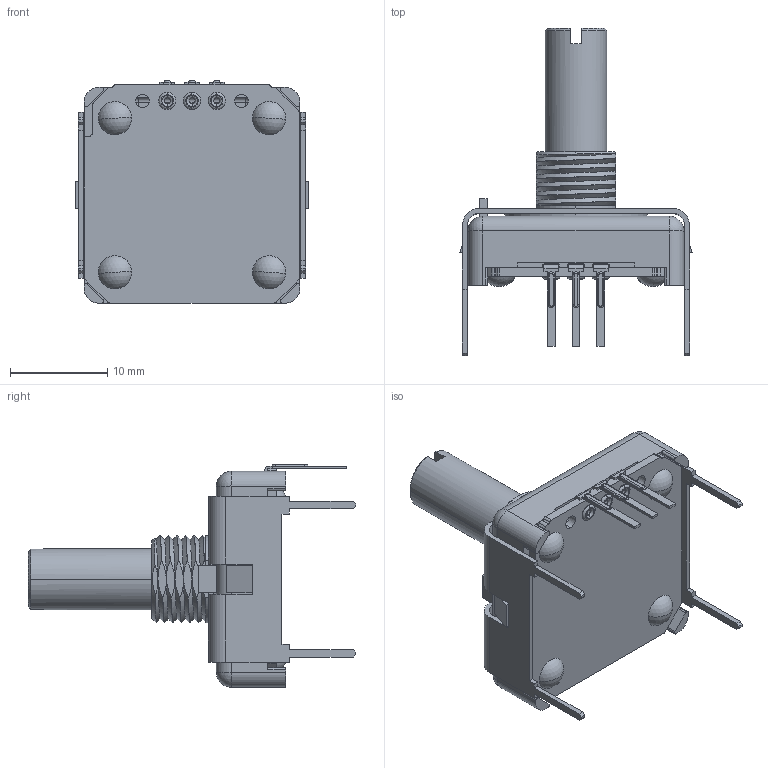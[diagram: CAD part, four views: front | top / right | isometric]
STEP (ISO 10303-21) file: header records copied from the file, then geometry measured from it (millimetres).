
FILE_DESCRIPTION(('CAx-IF Rec.Pracs.---Model Styling and Organization---1.5---2016-08-15','CAx-IF Rec.Pracs.---Geometric and Assembly Validation Properties---4.4---2016-08-17','CAx-IF Rec.Pracs.---User Defined Attributes---1.5---2016-08-15','CAx-IF Rec.Pracs.---External References---2.1---2005-01-19'),'2;1');
FILE_NAME('1959975.step','2025-09-23T23:07:48',('Unspecified'),('Unspecified'),'CAD Exchanger 3.10.2 (cadexchanger.com)','Unspecified','');
FILE_SCHEMA(('AUTOMOTIVE_DESIGN { 1 0 10303 214 1 1 1 1 }'));
Length unit declared in the file: millimetre
Products named in the file (1): PCW1J-B24-KEB103L
Bounding box: 23.88 x 33.69 x 22.87 mm (x, y, z)
Volume: 4032.4 mm3; surface area: 3305.8 mm2
Topology: 2 solids, 4 shells, 397 faces, 1062 edges, 682 vertices
Faces by surface type: plane 185, cylinder 129, bspline 35, torus 30, sphere 14, cone 4
Entity records: 21380 total; most frequent: CARTESIAN_POINT 8496, ORIENTED_EDGE 2112, DIRECTION 1910, EDGE_CURVE 1056, VERTEX_POINT 682, AXIS2_PLACEMENT_3D 669, LINE 572, VECTOR 572
